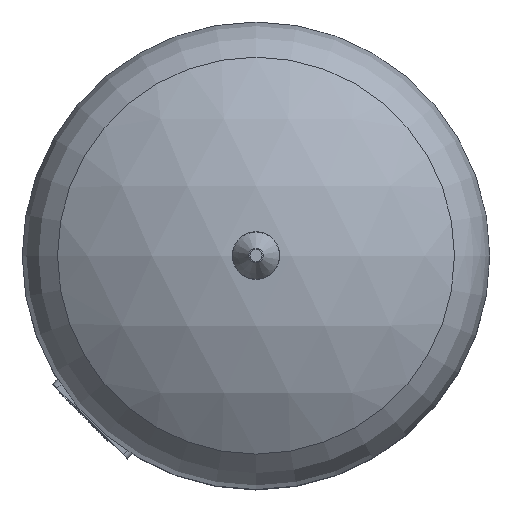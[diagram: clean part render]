
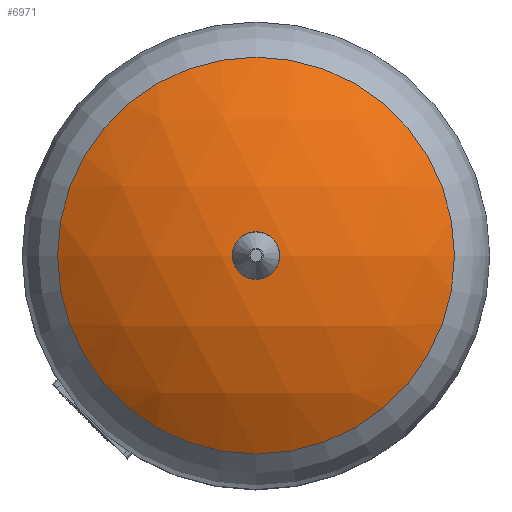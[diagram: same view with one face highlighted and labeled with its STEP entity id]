
A CAD part, top view. The second image highlights one B-rep face of the part: STEP entity #6971.
In plain terms, the highlighted spherical face has radius 302.5 mm.
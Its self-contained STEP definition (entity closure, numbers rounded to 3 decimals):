
#15=SPHERICAL_SURFACE('',#7624,302.5);
#653=FACE_OUTER_BOUND('',#1143,.T.);
#1143=EDGE_LOOP('',(#5609));
#1742=CIRCLE('',#7625,173.609);
#3374=VERTEX_POINT('',#11441);
#4188=EDGE_CURVE('',#3374,#3374,#1742,.T.);
#5609=ORIENTED_EDGE('',*,*,#4188,.F.);
#6971=ADVANCED_FACE('',(#653),#15,.T.);
#7624=AXIS2_PLACEMENT_3D('',#11440,#9175,#9176);
#7625=AXIS2_PLACEMENT_3D('',#11442,#9177,#9178);
#9175=DIRECTION('center_axis',(0.,-1.,0.));
#9176=DIRECTION('ref_axis',(-1.,0.,0.));
#9177=DIRECTION('center_axis',(0.,0.,
-1.));
#9178=DIRECTION('ref_axis',(1.,0.,0.));
#11440=CARTESIAN_POINT('Origin',(0.,0.,
279.5));
#11441=CARTESIAN_POINT('',(173.609,0.,527.222));
#11442=CARTESIAN_POINT('Origin',(0.,0.,
527.222));
